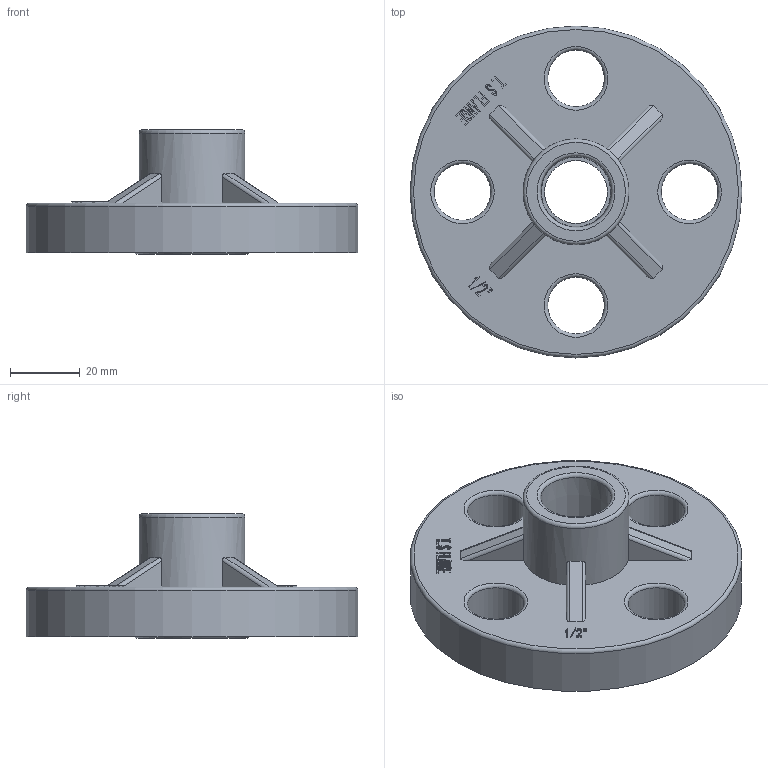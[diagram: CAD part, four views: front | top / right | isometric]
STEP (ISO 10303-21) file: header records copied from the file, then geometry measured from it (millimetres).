
FILE_DESCRIPTION(/* description */ (''),/* implementation_level */ '2;1');
FILE_NAME(/* name */ '20固定法兰.stp',/* time_stamp */ '2024-09-07T16:34:47+08:00',/* author */ (''),/* organization */ (''),/* preprocessor_version */ 'ST-DEVELOPER v16',/* originating_system */ 'SIEMENS PLM Software NX 10.0',/* authorisation */ '');
FILE_SCHEMA (('AUTOMOTIVE_DESIGN { 1 0 10303 214 3 1 1 1 }'));
Length unit declared in the file: millimetre
Products named in the file (1): gelv12A01B86f2ag
Bounding box: 95 x 95 x 35.7 mm (x, y, z)
Volume: 76292.7 mm3; surface area: 28140.4 mm2
Topology: 1 solids, 1 shells, 286 faces, 749 edges, 485 vertices
Faces by surface type: plane 157, cylinder 55, extrusion 38, torus 31, cone 5
Full cylindrical faces by diameter (mm): 16.2 x4, 18 x1, 30.3 x1, 95 x1
Entity records: 9641 total; most frequent: CARTESIAN_POINT 3154, ORIENTED_EDGE 1438, DIRECTION 1113, EDGE_CURVE 719, VERTEX_POINT 474, AXIS2_PLACEMENT_3D 405, B_SPLINE_CURVE_WITH_KNOTS 336, EDGE_LOOP 335
